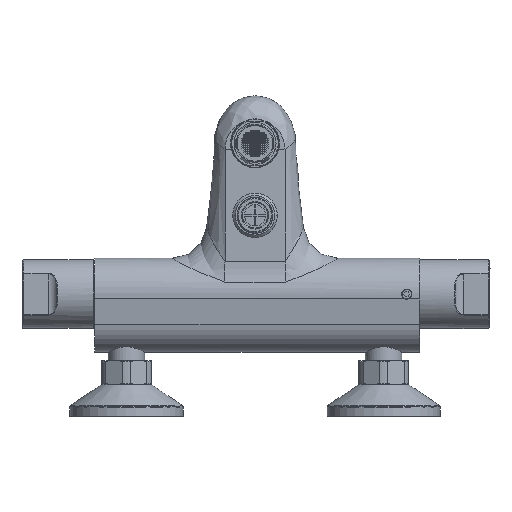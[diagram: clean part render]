
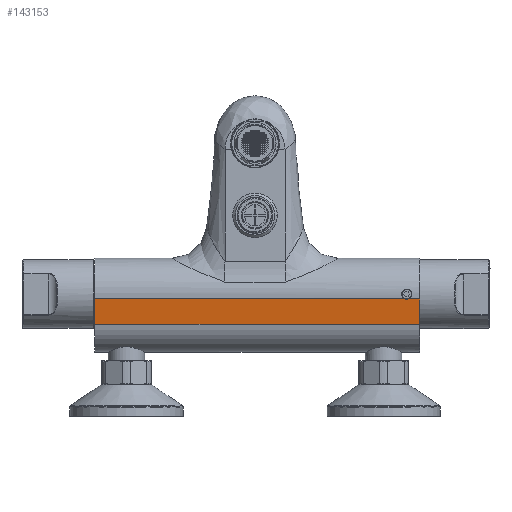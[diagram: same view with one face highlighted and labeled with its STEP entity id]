
A CAD part, front view. The second image highlights one B-rep face of the part: STEP entity #143153.
In plain terms, the highlighted planar face has unit normal (0, -0.991, -0.133).
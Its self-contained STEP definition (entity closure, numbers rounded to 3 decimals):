
#18269=DIRECTION('',(1.,0.,0.));
#18270=VECTOR('',#18269,189.5);
#18271=CARTESIAN_POINT('',(-93.5,-18.83,-17.533));
#18272=LINE('',#18271,#18270);
#18592=CARTESIAN_POINT('',(89.577,-20.812,-2.8));
#18644=CARTESIAN_POINT('',(87.423,-20.812,-2.8));
#18692=DIRECTION('',(0.,0.133,-0.991));
#18693=VECTOR('',#18692,14.866);
#18694=CARTESIAN_POINT('',(96.,-20.812,-2.8));
#18695=LINE('',#18694,#18693);
#18760=DIRECTION('',(0.,0.133,-0.991));
#18761=VECTOR('',#18760,14.866);
#18762=CARTESIAN_POINT('',(-93.5,-20.812,-2.8));
#18763=LINE('',#18762,#18761);
#18764=DIRECTION('',(1.,0.,0.));
#18765=VECTOR('',#18764,180.923);
#18766=CARTESIAN_POINT('',(-93.5,-20.812,-2.8));
#18767=LINE('',#18766,#18765);
#18768=CARTESIAN_POINT('',(89.577,-20.812,-2.8));
#18769=CARTESIAN_POINT('',(89.218,-20.794,
-2.938));
#18770=CARTESIAN_POINT('',(88.5,-20.777,-3.062));
#18771=CARTESIAN_POINT('',(87.782,-20.794,
-2.938));
#18772=CARTESIAN_POINT('',(87.423,-20.812,-2.8));
#18774=DIRECTION('',(1.,0.,0.));
#18775=VECTOR('',#18774,6.423);
#18776=CARTESIAN_POINT('',(89.577,-20.812,-2.8));
#18777=LINE('',#18776,#18775);
#98119=CARTESIAN_POINT('',(96.,-20.812,-2.8));
#98121=VERTEX_POINT('',#98119);
#98122=CARTESIAN_POINT('',(96.,-18.83,-17.533));
#98123=VERTEX_POINT('',#98122);
#98168=VERTEX_POINT('',#18592);
#98169=VERTEX_POINT('',#18644);
#98184=CARTESIAN_POINT('',(-93.5,-20.812,-2.8));
#98186=VERTEX_POINT('',#98184);
#98187=CARTESIAN_POINT('',(-93.5,-18.83,-17.533));
#98188=VERTEX_POINT('',#98187);
#143139=CARTESIAN_POINT('',(-96.,-20.812,-2.8));
#143140=DIRECTION('',(0.,-0.991,-0.133));
#143141=DIRECTION('',(0.,0.133,-0.991));
#143142=AXIS2_PLACEMENT_3D('',#143139,#143140,#143141);
#143143=PLANE('',#143142);
#143144=ORIENTED_EDGE('',*,*,#143014,.F.);
#143145=ORIENTED_EDGE('',*,*,#143058,.T.);
#143147=ORIENTED_EDGE('',*,*,#143146,.F.);
#143148=ORIENTED_EDGE('',*,*,#143050,.T.);
#143149=ORIENTED_EDGE('',*,*,#143116,.T.);
#143150=ORIENTED_EDGE('',*,*,#142975,.F.);
#143151=EDGE_LOOP('',(#143144,#143145,#143147,#143148,#143149,#143150));
#143152=FACE_OUTER_BOUND('',#143151,.F.);
#143153=ADVANCED_FACE('',(#143152),#143143,.T.);
#18773=B_SPLINE_CURVE_WITH_KNOTS('',3,(#18768,#18769,#18770,#18771,#18772),
.UNSPECIFIED.,.F.,.F.,(4,1,4),(0.,0.5,1.),.UNSPECIFIED.);
#142975=EDGE_CURVE('',#98188,#98123,#18272,.T.);
#143014=EDGE_CURVE('',#98186,#98188,#18763,.T.);
#143050=EDGE_CURVE('',#98168,#98121,#18777,.T.);
#143058=EDGE_CURVE('',#98186,#98169,#18767,.T.);
#143116=EDGE_CURVE('',#98121,#98123,#18695,.T.);
#143146=EDGE_CURVE('',#98168,#98169,#18773,.T.);
